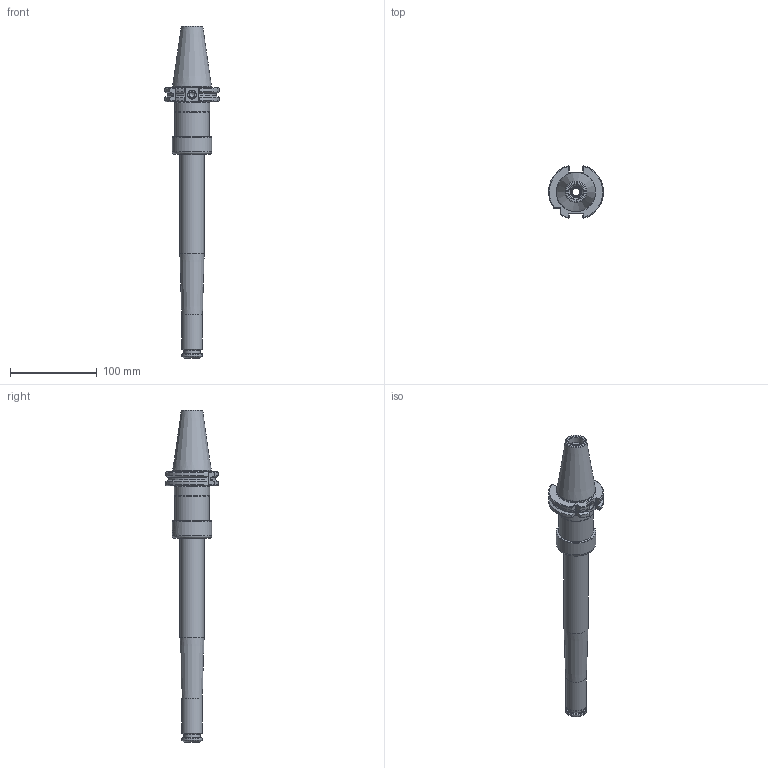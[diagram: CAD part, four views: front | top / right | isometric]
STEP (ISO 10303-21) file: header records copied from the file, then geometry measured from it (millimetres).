
FILE_DESCRIPTION(/* description */ (''),/* implementation_level */ '2;1');
FILE_NAME(/* name */ '884273150.stp',/* time_stamp */ '2023-03-15T12:07:39',/* author */ ('Ratnasingam Jekanthan'),/* organization */ ('REGO-FIX'),/* preprocessor_version */ ' Unknown',/* originating_system */ 'SIEMENS PLM Software Solid Edge ST10',/* authorization */ 'Unknown');
FILE_SCHEMA (('AUTOMOTIVE_DESIGN { 1 0 10303 214 2 1 1}'));
Length unit declared in the file: millimetre
Products named in the file (1): NOCUT
Bounding box: 63.35 x 61.01 x 383.75 mm (x, y, z)
Volume: 272432.4 mm3; surface area: 66663.6 mm2
Topology: 1 solids, 3 shells, 178 faces, 420 edges, 261 vertices
Faces by surface type: plane 57, cylinder 49, cone 46, torus 26
Full cylindrical faces by diameter (mm): 6 x1, 9 x1, 10 x2, 13 x1, 13.835 x2, 15 x1, 17 x1, 19.5 x1, 23.8 x1, 24 x2, 24.7 x1, 25 x1, 28 x1, 29 x1, 33 x1, 34 x1, 38.376 x1, 40 x1, 40.05 x1, 40.5 x2, 43.3 x1, 45.65 x1
Entity records: 5881 total; most frequent: CARTESIAN_POINT 913, DIRECTION 791, ORIENTED_EDGE 644, AXIS2_PLACEMENT_3D 340, EDGE_CURVE 322, FACE_BOUND 278, EDGE_LOOP 277, VERTEX_POINT 244
